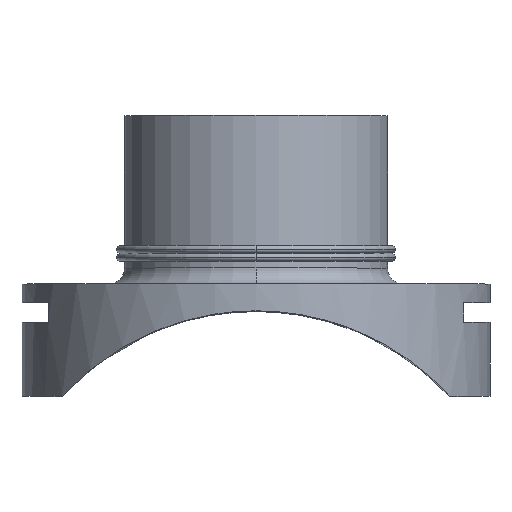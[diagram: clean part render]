
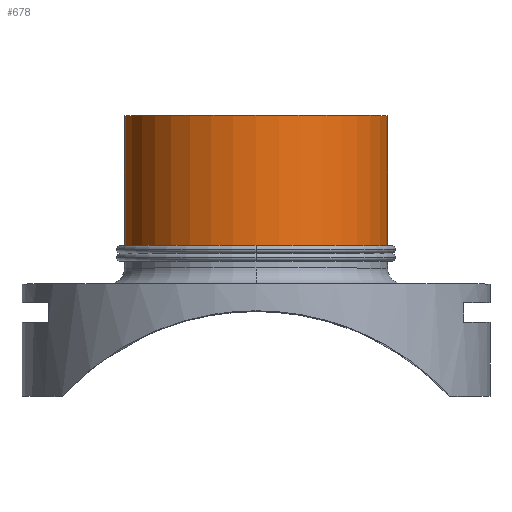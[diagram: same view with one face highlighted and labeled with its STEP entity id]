
A CAD part, top view. The second image highlights one B-rep face of the part: STEP entity #678.
In plain terms, the highlighted cylindrical face has radius 157.5 mm (diameter 315 mm), a partial arc.
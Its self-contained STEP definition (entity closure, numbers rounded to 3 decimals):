
#296 = VERTEX_POINT( '', #783 );
#426 = VERTEX_POINT( '', #935 );
#480 = EDGE_CURVE( '', #572, #426, #994, .T. );
#550 = EDGE_CURVE( '', #296, #674, #1072, .T. );
#572 = VERTEX_POINT( '', #1098 );
#610 = EDGE_CURVE( '', #674, #572, #1140, .T. );
#662 = EDGE_CURVE( '', #426, #676, #1195, .T. );
#674 = VERTEX_POINT( '', #1207 );
#676 = VERTEX_POINT( '', #1209 );
#678 = ADVANCED_FACE( '', ( #1211 ), #1212, .T. );
#714 = EDGE_CURVE( '', #676, #296, #1254, .T. );
#783 = CARTESIAN_POINT( '', ( -157.5, 175.725, 0. ) );
#935 = CARTESIAN_POINT( '', ( 157.5, 336., 0. ) );
#994 = LINE( '', #1789, #1790 );
#1072 = CIRCLE( '', #1917, 157.5 );
#1098 = CARTESIAN_POINT( '', ( 157.5, 175.725, 0. ) );
#1140 = CIRCLE( '', #2002, 157.5 );
#1195 = CIRCLE( '', #2076, 157.5 );
#1207 = CARTESIAN_POINT( '', ( 0., 175.725, 157.5 ) );
#1209 = CARTESIAN_POINT( '', ( -157.5, 336., 0. ) );
#1211 = FACE_OUTER_BOUND( '', #2096, .T. );
#1212 = CYLINDRICAL_SURFACE( '', #2097, 157.5 );
#1254 = LINE( '', #2185, #2186 );
#1789 = CARTESIAN_POINT( '', ( 157.5, 244.733, 0. ) );
#1790 = VECTOR( '', #2520, 1. );
#1917 = AXIS2_PLACEMENT_3D( '', #2603, #2604, #2605 );
#2002 = AXIS2_PLACEMENT_3D( '', #2699, #2700, #2701 );
#2076 = AXIS2_PLACEMENT_3D( '', #2766, #2767, #2768 );
#2096 = EDGE_LOOP( '', ( #2772, #2773, #2774, #2775, #2776 ) );
#2097 = AXIS2_PLACEMENT_3D( '', #2777, #2778, #2779 );
#2185 = CARTESIAN_POINT( '', ( -157.5, 244.733, 0. ) );
#2186 = VECTOR( '', #2858, 1. );
#2520 = DIRECTION( '', ( 0., 1., 0. ) );
#2603 = CARTESIAN_POINT( '', ( 0., 175.725, 0. ) );
#2604 = DIRECTION( '', ( 0., 1., 0. ) );
#2605 = DIRECTION( '', ( -1., 0., 0. ) );
#2699 = CARTESIAN_POINT( '', ( 0., 175.725, 0. ) );
#2700 = DIRECTION( '', ( 0., 1., 0. ) );
#2701 = DIRECTION( '', ( -1., 0., 0. ) );
#2766 = CARTESIAN_POINT( '', ( 0., 336., 0. ) );
#2767 = DIRECTION( '', ( 0., -1., 0. ) );
#2768 = DIRECTION( '', ( -1., 0., 0. ) );
#2772 = ORIENTED_EDGE( '', *, *, #714, .T. );
#2773 = ORIENTED_EDGE( '', *, *, #550, .T. );
#2774 = ORIENTED_EDGE( '', *, *, #610, .T. );
#2775 = ORIENTED_EDGE( '', *, *, #480, .T. );
#2776 = ORIENTED_EDGE( '', *, *, #662, .T. );
#2777 = CARTESIAN_POINT( '', ( 0., 244.733, 0. ) );
#2778 = DIRECTION( '', ( 0., 1., 0. ) );
#2779 = DIRECTION( '', ( -1., 0., 0. ) );
#2858 = DIRECTION( '', ( 0., -1., 0. ) );
